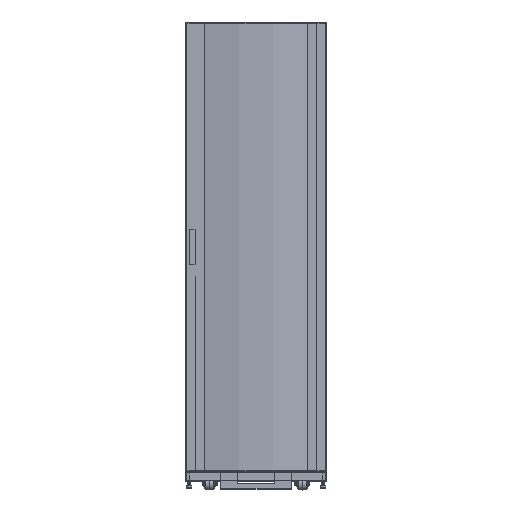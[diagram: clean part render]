
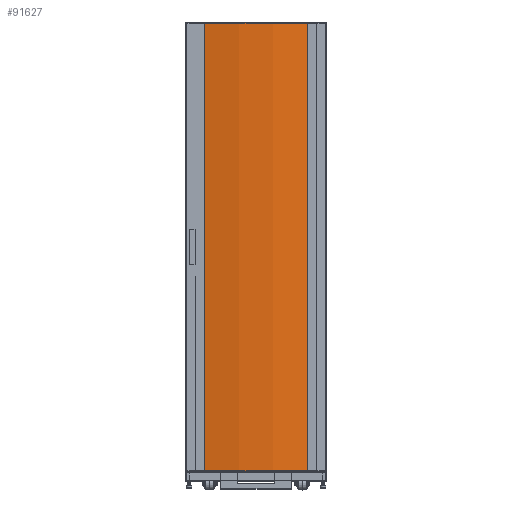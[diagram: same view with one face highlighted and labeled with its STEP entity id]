
A CAD part, top view. The second image highlights one B-rep face of the part: STEP entity #91627.
In plain terms, the highlighted cylindrical face has radius 1032.2 mm (diameter 2064.39 mm), a partial arc.
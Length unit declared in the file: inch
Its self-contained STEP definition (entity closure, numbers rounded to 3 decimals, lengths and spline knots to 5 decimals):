
#222 = ORIENTED_EDGE ( 'NONE', *, *, #123158, .T. ) ;
#2313 = EDGE_CURVE ( 'NONE', #59826, #47328, #81603, .T. ) ;
#7542 = CARTESIAN_POINT ( 'NONE',  ( 8.61998, 37.6378, 0.00045 ) ) ;
#9934 = DIRECTION ( 'NONE',  ( 0., 1., 0. ) ) ;
#11321 = VECTOR ( 'NONE', #9934, 39.37008 ) ;
#22219 = VERTEX_POINT ( 'NONE', #22521 ) ;
#22521 = CARTESIAN_POINT ( 'NONE',  ( -8.61998, 37.6378, 0.00045 ) ) ;
#22788 = ORIENTED_EDGE ( 'NONE', *, *, #140684, .T. ) ;
#28179 = CYLINDRICAL_SURFACE ( 'NONE', #103253, 40.63767 ) ;
#31924 = DIRECTION ( 'NONE',  ( 0., 0., -1. ) ) ;
#34512 = CARTESIAN_POINT ( 'NONE',  ( 8.61998, 37.6378, 0.00045 ) ) ;
#47328 = VERTEX_POINT ( 'NONE', #34512 ) ;
#57273 = CARTESIAN_POINT ( 'NONE',  ( 0., -37.6378, -39.71247 ) ) ;
#58156 = ORIENTED_EDGE ( 'NONE', *, *, #2313, .T. ) ;
#59826 = VERTEX_POINT ( 'NONE', #110067 ) ;
#69372 = CARTESIAN_POINT ( 'NONE',  ( -8.61998, 37.6378, 0.00045 ) ) ;
#71524 = VERTEX_POINT ( 'NONE', #148627 ) ;
#72550 = LINE ( 'NONE', #69372, #79567 ) ;
#74604 = FACE_OUTER_BOUND ( 'NONE', #120274, .T. ) ;
#79567 = VECTOR ( 'NONE', #84704, 39.37008 ) ;
#81603 = LINE ( 'NONE', #7542, #11321 ) ;
#82416 = EDGE_CURVE ( 'NONE', #47328, #22219, #151354, .T. ) ;
#84704 = DIRECTION ( 'NONE',  ( 0., -1., 0. ) ) ;
#91627 = ADVANCED_FACE ( 'NONE', ( #74604 ), #28179, .T. ) ;
#92275 = DIRECTION ( 'NONE',  ( 0., 0., -1. ) ) ;
#103253 = AXIS2_PLACEMENT_3D ( 'NONE', #138902, #138103, #125050 ) ;
#104468 = AXIS2_PLACEMENT_3D ( 'NONE', #106148, #104515, #92275 ) ;
#104515 = DIRECTION ( 'NONE',  ( 0., -1., 0. ) ) ;
#104854 = CIRCLE ( 'NONE', #146507, 40.63767 ) ;
#106148 = CARTESIAN_POINT ( 'NONE',  ( 0., 37.6378, -39.71247 ) ) ;
#110067 = CARTESIAN_POINT ( 'NONE',  ( 8.61998, -37.6378, 0.00045 ) ) ;
#120274 = EDGE_LOOP ( 'NONE', ( #136530, #22788, #222, #58156 ) ) ;
#123158 = EDGE_CURVE ( 'NONE', #71524, #59826, #104854, .T. ) ;
#125050 = DIRECTION ( 'NONE',  ( 0., 0., -1. ) ) ;
#136530 = ORIENTED_EDGE ( 'NONE', *, *, #82416, .T. ) ;
#138103 = DIRECTION ( 'NONE',  ( 0., -1., 0. ) ) ;
#138902 = CARTESIAN_POINT ( 'NONE',  ( 0., 37.6378, -39.71247 ) ) ;
#140684 = EDGE_CURVE ( 'NONE', #22219, #71524, #72550, .T. ) ;
#143521 = DIRECTION ( 'NONE',  ( 0., 1., 0. ) ) ;
#146507 = AXIS2_PLACEMENT_3D ( 'NONE', #57273, #143521, #31924 ) ;
#148627 = CARTESIAN_POINT ( 'NONE',  ( -8.61998, -37.6378, 0.00045 ) ) ;
#151354 = CIRCLE ( 'NONE', #104468, 40.63767 ) ;
